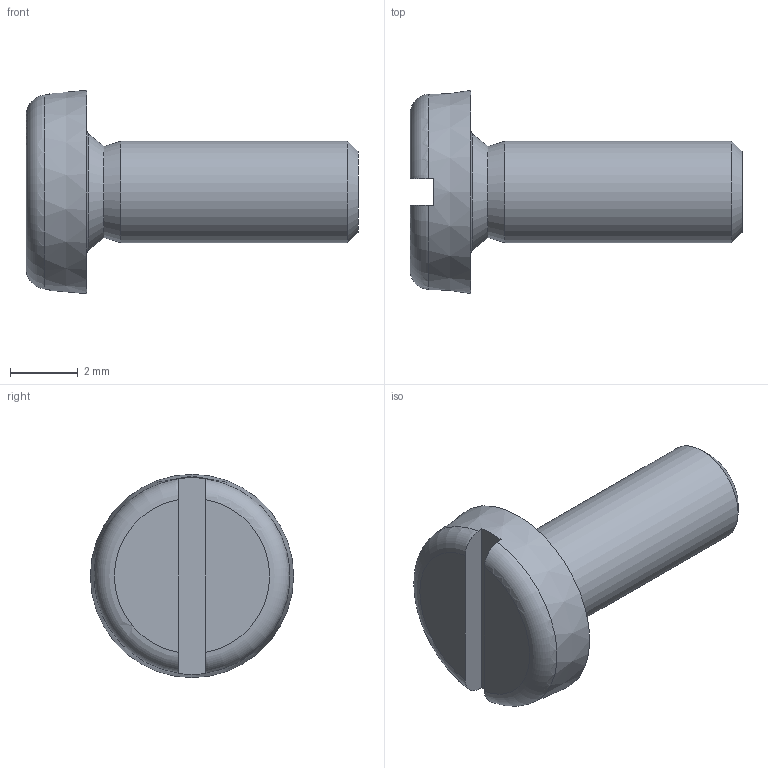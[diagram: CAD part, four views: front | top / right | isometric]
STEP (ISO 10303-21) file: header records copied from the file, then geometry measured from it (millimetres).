
FILE_DESCRIPTION(/* description */ ('STEP AP214'),/* implementation_level */ '2;1');
FILE_NAME(/* name */ 'BN 344 1131095 slotted pan head machine screw M3x8',/* time_stamp */ '2022-11-17T22:17:18+01:00',/* author */ ('License CC BY-ND 4.0'),/* organization */ ('CADENAS'),/* preprocessor_version */ 'ST-DEVELOPER v18.102',/* originating_system */ 'PARTsolutions',/* authorisation */ ' ');
FILE_SCHEMA (('AUTOMOTIVE_DESIGN {1 0 10303 214 3 1 1}'));
Length unit declared in the file: millimetre
Products named in the file (1): BN 344 1131095 slotted pan head machine screw M3x8
Bounding box: 9.8 x 6 x 6 mm (x, y, z)
Volume: 100.1 mm3; surface area: 162.4 mm2
Topology: 1 solids, 1 shells, 15 faces, 32 edges, 20 vertices
Faces by surface type: plane 7, cone 4, torus 3, cylinder 1
Full cylindrical faces by diameter (mm): 3 x1
Entity records: 406 total; most frequent: CARTESIAN_POINT 84, DIRECTION 62, ORIENTED_EDGE 50, AXIS2_PLACEMENT_3D 29, EDGE_CURVE 25, EDGE_LOOP 22, FACE_BOUND 22, VERTEX_POINT 19
